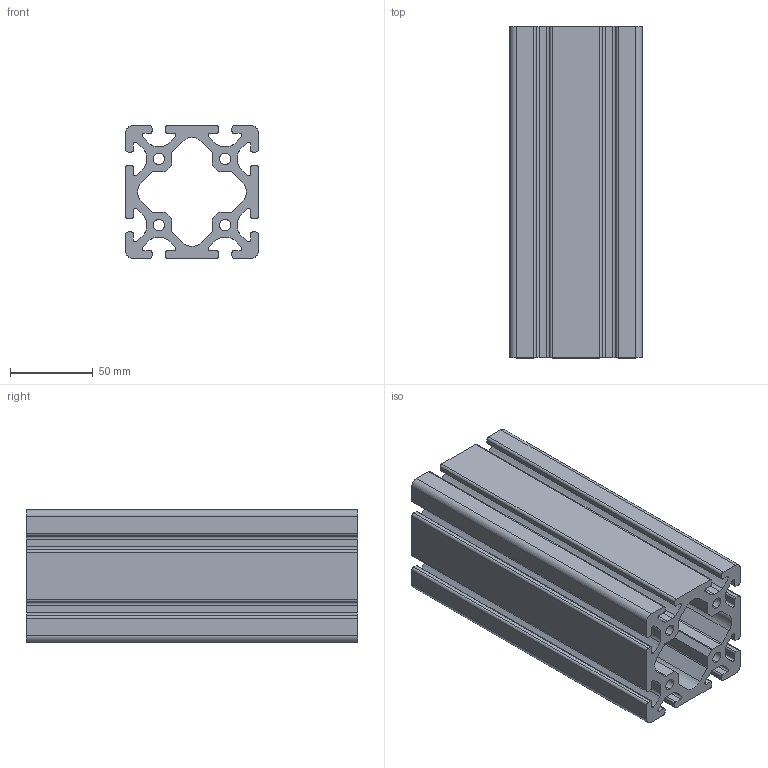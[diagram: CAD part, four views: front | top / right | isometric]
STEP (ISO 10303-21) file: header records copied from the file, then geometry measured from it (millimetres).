
FILE_DESCRIPTION (( 'STEP AP203' ), '1' );
FILE_NAME ('281808921_c_1.STEP', '2022-10-28T01:09:47', ( '' ), ( '' ), 'SwSTEP 2.0', 'SolidWorks 2014', '' );
FILE_SCHEMA (( 'CONFIG_CONTROL_DESIGN' ));
Length unit declared in the file: millimetre
Products named in the file (1): 281808921_c_1
Bounding box: 80 x 200 x 80 mm (x, y, z)
Volume: 531406.7 mm3; surface area: 187624.2 mm2
Topology: 1 solids, 1 shells, 191 faces, 567 edges, 378 vertices
Faces by surface type: cylinder 117, plane 74
Entity records: 6592 total; most frequent: DIRECTION 1185, CARTESIAN_POINT 1137, ORIENTED_EDGE 1134, EDGE_CURVE 567, AXIS2_PLACEMENT_3D 426, VERTEX_POINT 378, VECTOR 333, LINE 333
